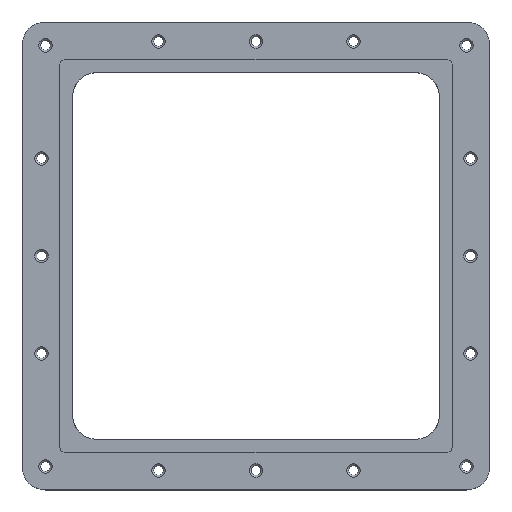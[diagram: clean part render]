
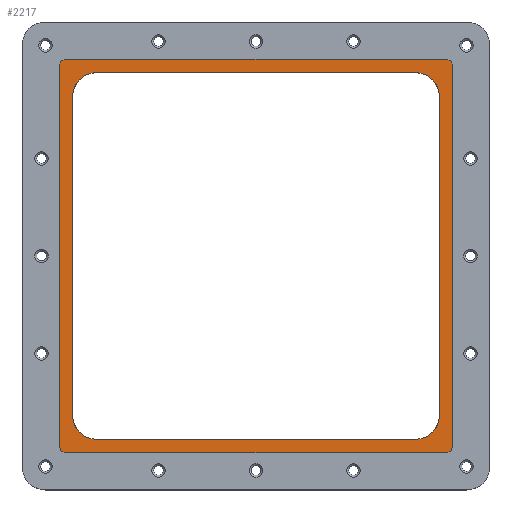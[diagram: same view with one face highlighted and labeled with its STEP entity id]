
A CAD part, top view. The second image highlights one B-rep face of the part: STEP entity #2217.
In plain terms, the highlighted planar face has unit normal (0, 0, 1).
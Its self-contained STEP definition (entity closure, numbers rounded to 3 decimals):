
#1 = CIRCLE ( 'NONE', #1977, 2. ) ;
#18 = CARTESIAN_POINT ( 'NONE',  ( -48.5, 50.5, 2. ) ) ;
#42 = ORIENTED_EDGE ( 'NONE', *, *, #1426, .T. ) ;
#53 = EDGE_CURVE ( 'NONE', #783, #4002, #3378, .T. ) ;
#103 = CARTESIAN_POINT ( 'NONE',  ( -47., 41., 2. ) ) ;
#139 = AXIS2_PLACEMENT_3D ( 'NONE', #3196, #3999, #2808 ) ;
#209 = DIRECTION ( 'NONE',  ( 1., 0., 0. ) ) ;
#257 = DIRECTION ( 'NONE',  ( 0., 0., -1. ) ) ;
#272 = VERTEX_POINT ( 'NONE', #18 ) ;
#375 = CARTESIAN_POINT ( 'NONE',  ( 48.5, -50.5, 2. ) ) ;
#378 = ORIENTED_EDGE ( 'NONE', *, *, #5206, .T. ) ;
#388 = DIRECTION ( 'NONE',  ( -1., 0., 0. ) ) ;
#389 = ORIENTED_EDGE ( 'NONE', *, *, #53, .T. ) ;
#421 = AXIS2_PLACEMENT_3D ( 'NONE', #1719, #2099, #388 ) ;
#471 = CARTESIAN_POINT ( 'NONE',  ( -50.5, -50.5, 2. ) ) ;
#496 = VECTOR ( 'NONE', #4195, 1000. ) ;
#520 = EDGE_CURVE ( 'NONE', #2482, #3155, #1606, .T. ) ;
#547 = VECTOR ( 'NONE', #2472, 1000. ) ;
#650 = ORIENTED_EDGE ( 'NONE', *, *, #2788, .T. ) ;
#715 = VERTEX_POINT ( 'NONE', #375 ) ;
#729 = VERTEX_POINT ( 'NONE', #833 ) ;
#751 = LINE ( 'NONE', #471, #496 ) ;
#772 = ORIENTED_EDGE ( 'NONE', *, *, #2797, .T. ) ;
#783 = VERTEX_POINT ( 'NONE', #4885 ) ;
#823 = EDGE_CURVE ( 'NONE', #4753, #4909, #3616, .T. ) ;
#833 = CARTESIAN_POINT ( 'NONE',  ( -41., -47., 2. ) ) ;
#847 = CARTESIAN_POINT ( 'NONE',  ( -48.5, 48.5, 2. ) ) ;
#888 = EDGE_CURVE ( 'NONE', #1152, #783, #1638, .T. ) ;
#913 = EDGE_CURVE ( 'NONE', #272, #2208, #1, .T. ) ;
#936 = VECTOR ( 'NONE', #1134, 1000. ) ;
#1003 = CARTESIAN_POINT ( 'NONE',  ( -47., 47., 2. ) ) ;
#1013 = EDGE_CURVE ( 'NONE', #5018, #272, #1877, .T. ) ;
#1040 = LINE ( 'NONE', #1271, #2001 ) ;
#1134 = DIRECTION ( 'NONE',  ( 0., 1., 0. ) ) ;
#1141 = PLANE ( 'NONE',  #4582 ) ;
#1152 = VERTEX_POINT ( 'NONE', #103 ) ;
#1177 = CARTESIAN_POINT ( 'NONE',  ( 0., 0., 2. ) ) ;
#1220 = FACE_BOUND ( 'NONE', #3230, .T. ) ;
#1257 = CARTESIAN_POINT ( 'NONE',  ( -47., -47., 2. ) ) ;
#1271 = CARTESIAN_POINT ( 'NONE',  ( -47., 47., 2. ) ) ;
#1276 = DIRECTION ( 'NONE',  ( 0., 0., -1. ) ) ;
#1297 = CIRCLE ( 'NONE', #3056, 2. ) ;
#1306 = CARTESIAN_POINT ( 'NONE',  ( 48.5, -48.5, 2. ) ) ;
#1316 = CARTESIAN_POINT ( 'NONE',  ( -50.5, -50.5, 2. ) ) ;
#1340 = CARTESIAN_POINT ( 'NONE',  ( 41., 47., 2. ) ) ;
#1426 = EDGE_CURVE ( 'NONE', #4345, #2694, #3664, .T. ) ;
#1468 = AXIS2_PLACEMENT_3D ( 'NONE', #3606, #1901, #3152 ) ;
#1477 = EDGE_CURVE ( 'NONE', #4002, #4345, #3980, .T. ) ;
#1480 = CARTESIAN_POINT ( 'NONE',  ( 50.5, -48.5, 2. ) ) ;
#1481 = DIRECTION ( 'NONE',  ( 0., -1., 0. ) ) ;
#1498 = VECTOR ( 'NONE', #4408, 1000. ) ;
#1521 = DIRECTION ( 'NONE',  ( -1., 0., 0. ) ) ;
#1580 = CARTESIAN_POINT ( 'NONE',  ( 48.5, 50.5, 2. ) ) ;
#1606 = LINE ( 'NONE', #5024, #936 ) ;
#1638 = CIRCLE ( 'NONE', #1709, 6. ) ;
#1643 = DIRECTION ( 'NONE',  ( 0., 0., -1. ) ) ;
#1656 = ORIENTED_EDGE ( 'NONE', *, *, #1700, .T. ) ;
#1700 = EDGE_CURVE ( 'NONE', #2208, #4753, #2491, .T. ) ;
#1709 = AXIS2_PLACEMENT_3D ( 'NONE', #4149, #1276, #2471 ) ;
#1719 = CARTESIAN_POINT ( 'NONE',  ( -48.5, -48.5, 2. ) ) ;
#1733 = CIRCLE ( 'NONE', #2396, 6. ) ;
#1752 = CARTESIAN_POINT ( 'NONE',  ( 47., -41., 2. ) ) ;
#1757 = EDGE_CURVE ( 'NONE', #2694, #3497, #1733, .T. ) ;
#1877 = LINE ( 'NONE', #3981, #1498 ) ;
#1885 = CARTESIAN_POINT ( 'NONE',  ( -48.5, -50.5, 2. ) ) ;
#1901 = DIRECTION ( 'NONE',  ( 0., 0., 1. ) ) ;
#1912 = EDGE_LOOP ( 'NONE', ( #2155, #2863, #2518, #772, #3422, #3163, #1656, #2181 ) ) ;
#1921 = VERTEX_POINT ( 'NONE', #4054 ) ;
#1977 = AXIS2_PLACEMENT_3D ( 'NONE', #847, #3710, #2517 ) ;
#2001 = VECTOR ( 'NONE', #3290, 1000. ) ;
#2022 = ORIENTED_EDGE ( 'NONE', *, *, #3838, .T. ) ;
#2099 = DIRECTION ( 'NONE',  ( 0., 0., 1. ) ) ;
#2155 = ORIENTED_EDGE ( 'NONE', *, *, #4674, .T. ) ;
#2181 = ORIENTED_EDGE ( 'NONE', *, *, #823, .T. ) ;
#2208 = VERTEX_POINT ( 'NONE', #2323 ) ;
#2217 = ADVANCED_FACE ( 'NONE', ( #1220, #2542 ), #1141, .F. ) ;
#2323 = CARTESIAN_POINT ( 'NONE',  ( -50.5, 48.5, 2. ) ) ;
#2360 = CIRCLE ( 'NONE', #1468, 2. ) ;
#2396 = AXIS2_PLACEMENT_3D ( 'NONE', #3214, #3608, #4019 ) ;
#2471 = DIRECTION ( 'NONE',  ( -1., 0., 0. ) ) ;
#2472 = DIRECTION ( 'NONE',  ( -1., 0., 0. ) ) ;
#2482 = VERTEX_POINT ( 'NONE', #1480 ) ;
#2491 = LINE ( 'NONE', #1316, #3458 ) ;
#2517 = DIRECTION ( 'NONE',  ( -1., 0., 0. ) ) ;
#2518 = ORIENTED_EDGE ( 'NONE', *, *, #520, .T. ) ;
#2542 = FACE_OUTER_BOUND ( 'NONE', #1912, .T. ) ;
#2653 = LINE ( 'NONE', #1257, #547 ) ;
#2694 = VERTEX_POINT ( 'NONE', #1752 ) ;
#2705 = CARTESIAN_POINT ( 'NONE',  ( 47., 47., 2. ) ) ;
#2776 = CARTESIAN_POINT ( 'NONE',  ( 50.5, 48.5, 2. ) ) ;
#2779 = CARTESIAN_POINT ( 'NONE',  ( 47., 41., 2. ) ) ;
#2788 = EDGE_CURVE ( 'NONE', #729, #1921, #3068, .T. ) ;
#2797 = EDGE_CURVE ( 'NONE', #3155, #5018, #2360, .T. ) ;
#2808 = DIRECTION ( 'NONE',  ( -1., 0., 0. ) ) ;
#2840 = DIRECTION ( 'NONE',  ( -1., 0., 0. ) ) ;
#2863 = ORIENTED_EDGE ( 'NONE', *, *, #4443, .T. ) ;
#2911 = DIRECTION ( 'NONE',  ( -1., 0., 0. ) ) ;
#3056 = AXIS2_PLACEMENT_3D ( 'NONE', #1306, #4105, #2911 ) ;
#3068 = CIRCLE ( 'NONE', #139, 6. ) ;
#3152 = DIRECTION ( 'NONE',  ( -1., 0., 0. ) ) ;
#3155 = VERTEX_POINT ( 'NONE', #2776 ) ;
#3163 = ORIENTED_EDGE ( 'NONE', *, *, #913, .T. ) ;
#3185 = ORIENTED_EDGE ( 'NONE', *, *, #888, .T. ) ;
#3196 = CARTESIAN_POINT ( 'NONE',  ( -41., -41., 2. ) ) ;
#3214 = CARTESIAN_POINT ( 'NONE',  ( 41., -41., 2. ) ) ;
#3230 = EDGE_LOOP ( 'NONE', ( #378, #650, #2022, #3185, #389, #5310, #42, #4619 ) ) ;
#3290 = DIRECTION ( 'NONE',  ( 0., 1., 0. ) ) ;
#3351 = CARTESIAN_POINT ( 'NONE',  ( -50.5, -48.5, 2. ) ) ;
#3378 = LINE ( 'NONE', #1003, #4153 ) ;
#3422 = ORIENTED_EDGE ( 'NONE', *, *, #1013, .T. ) ;
#3440 = DIRECTION ( 'NONE',  ( 0., -1., 0. ) ) ;
#3458 = VECTOR ( 'NONE', #3440, 1000. ) ;
#3497 = VERTEX_POINT ( 'NONE', #5255 ) ;
#3606 = CARTESIAN_POINT ( 'NONE',  ( 48.5, 48.5, 2. ) ) ;
#3608 = DIRECTION ( 'NONE',  ( 0., 0., -1. ) ) ;
#3616 = CIRCLE ( 'NONE', #421, 2. ) ;
#3664 = LINE ( 'NONE', #2705, #4659 ) ;
#3710 = DIRECTION ( 'NONE',  ( 0., 0., 1. ) ) ;
#3838 = EDGE_CURVE ( 'NONE', #1921, #1152, #1040, .T. ) ;
#3964 = AXIS2_PLACEMENT_3D ( 'NONE', #4022, #257, #1521 ) ;
#3980 = CIRCLE ( 'NONE', #3964, 6. ) ;
#3981 = CARTESIAN_POINT ( 'NONE',  ( -50.5, 50.5, 2. ) ) ;
#3999 = DIRECTION ( 'NONE',  ( 0., 0., -1. ) ) ;
#4002 = VERTEX_POINT ( 'NONE', #1340 ) ;
#4019 = DIRECTION ( 'NONE',  ( -1., 0., 0. ) ) ;
#4022 = CARTESIAN_POINT ( 'NONE',  ( 41., 41., 2. ) ) ;
#4054 = CARTESIAN_POINT ( 'NONE',  ( -47., -41., 2. ) ) ;
#4105 = DIRECTION ( 'NONE',  ( 0., 0., 1. ) ) ;
#4149 = CARTESIAN_POINT ( 'NONE',  ( -41., 41., 2. ) ) ;
#4153 = VECTOR ( 'NONE', #209, 1000. ) ;
#4195 = DIRECTION ( 'NONE',  ( 1., 0., 0. ) ) ;
#4345 = VERTEX_POINT ( 'NONE', #2779 ) ;
#4408 = DIRECTION ( 'NONE',  ( -1., 0., 0. ) ) ;
#4443 = EDGE_CURVE ( 'NONE', #715, #2482, #1297, .T. ) ;
#4582 = AXIS2_PLACEMENT_3D ( 'NONE', #1177, #1643, #2840 ) ;
#4619 = ORIENTED_EDGE ( 'NONE', *, *, #1757, .T. ) ;
#4659 = VECTOR ( 'NONE', #1481, 1000. ) ;
#4674 = EDGE_CURVE ( 'NONE', #4909, #715, #751, .T. ) ;
#4753 = VERTEX_POINT ( 'NONE', #3351 ) ;
#4885 = CARTESIAN_POINT ( 'NONE',  ( -41., 47., 2. ) ) ;
#4909 = VERTEX_POINT ( 'NONE', #1885 ) ;
#5018 = VERTEX_POINT ( 'NONE', #1580 ) ;
#5024 = CARTESIAN_POINT ( 'NONE',  ( 50.5, -50.5, 2. ) ) ;
#5206 = EDGE_CURVE ( 'NONE', #3497, #729, #2653, .T. ) ;
#5255 = CARTESIAN_POINT ( 'NONE',  ( 41., -47., 2. ) ) ;
#5310 = ORIENTED_EDGE ( 'NONE', *, *, #1477, .T. ) ;
